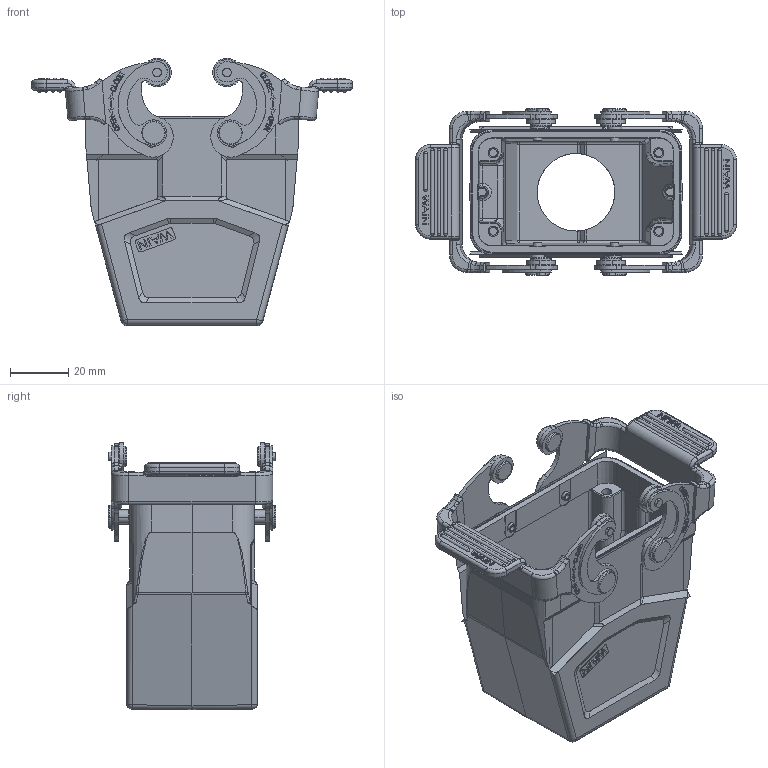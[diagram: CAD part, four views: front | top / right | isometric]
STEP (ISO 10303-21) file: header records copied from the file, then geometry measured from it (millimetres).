
FILE_DESCRIPTION((''),'2;1');
FILE_NAME('W10B-BEH','2017-10-11T',('sy.ji'),(''),'PRO/ENGINEER BY PARAMETRIC TECHNOLOGY CORPORATION, 2014310','PRO/ENGINEER BY PARAMETRIC TECHNOLOGY CORPORATION, 2014310','');
FILE_SCHEMA(('CONFIG_CONTROL_DESIGN'));
Products named in the file (1): W10B-BEH
Bounding box: 110.3 x 57.5 x 92.01 mm (x, y, z)
Volume: 77667.2 mm3; surface area: 51327.7 mm2
Topology: 1 solids, 4 shells, 1744 faces, 4668 edges, 3068 vertices
Faces by surface type: plane 868, cylinder 410, extrusion 182, bspline 107, torus 69, cone 56, sphere 52
Entity records: 70083 total; most frequent: CARTESIAN_POINT 19760, ORIENTED_EDGE 9229, DIRECTION 8008, EDGE_CURVE 4638, VERTEX_POINT 3068, VECTOR 2854, LINE 2672, AXIS2_PLACEMENT_3D 2577
